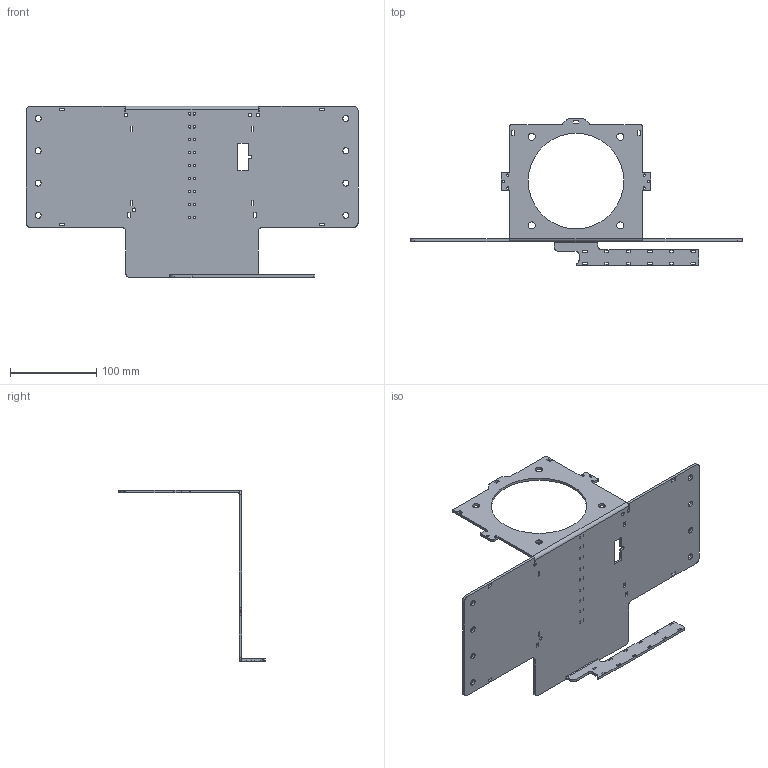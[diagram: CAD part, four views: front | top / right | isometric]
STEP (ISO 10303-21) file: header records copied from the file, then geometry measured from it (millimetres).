
FILE_DESCRIPTION (( 'STEP AP214' ), '1' );
FILE_NAME ('simucube-mount-base.STEP', '2020-02-26T13:22:14', ( '' ), ( '' ), 'SwSTEP 2.0', 'SolidWorks 2018', '' );
FILE_SCHEMA (( 'AUTOMOTIVE_DESIGN' ));
Length unit declared in the file: millimetre
Products named in the file (1): simucube-mount-base
Bounding box: 384 x 169 x 198 mm (x, y, z)
Volume: 225538.3 mm3; surface area: 159765.9 mm2
Topology: 1 solids, 1 shells, 499 faces, 1487 edges, 990 vertices
Faces by surface type: cylinder 263, plane 236
Entity records: 17217 total; most frequent: DIRECTION 3013, CARTESIAN_POINT 2977, ORIENTED_EDGE 2974, EDGE_CURVE 1487, AXIS2_PLACEMENT_3D 1026, VERTEX_POINT 990, VECTOR 961, LINE 961
